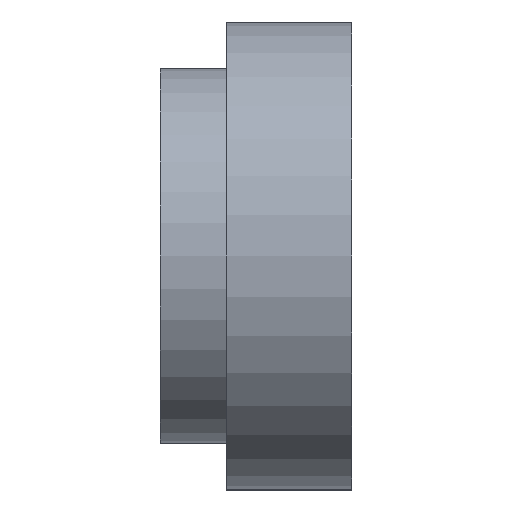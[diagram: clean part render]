
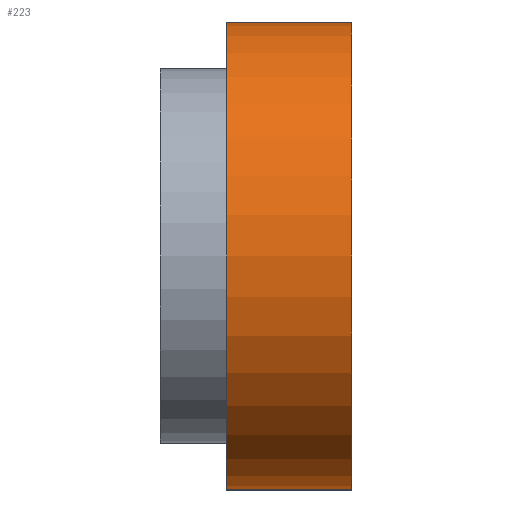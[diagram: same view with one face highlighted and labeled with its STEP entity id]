
A CAD part, left-side view. The second image highlights one B-rep face of the part: STEP entity #223.
In plain terms, the highlighted cylindrical face has radius 6.35 mm (diameter 12.7 mm), a partial arc.
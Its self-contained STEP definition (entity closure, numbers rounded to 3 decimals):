
#2 = CARTESIAN_POINT ( 'NONE',  ( -19.35, 3.4, 6.35 ) ) ;
#28 = ORIENTED_EDGE ( 'NONE', *, *, #733, .F. ) ;
#65 = VERTEX_POINT ( 'NONE', #176 ) ;
#119 = ORIENTED_EDGE ( 'NONE', *, *, #730, .T. ) ;
#120 = VERTEX_POINT ( 'NONE', #2 ) ;
#137 = ORIENTED_EDGE ( 'NONE', *, *, #709, .F. ) ;
#140 = VERTEX_POINT ( 'NONE', #171 ) ;
#148 = EDGE_LOOP ( 'NONE', ( #119, #137, #28, #164 ) ) ;
#153 = CARTESIAN_POINT ( 'NONE',  ( -19.35, 0., -6.35 ) ) ;
#154 = VERTEX_POINT ( 'NONE', #153 ) ;
#164 = ORIENTED_EDGE ( 'NONE', *, *, #734, .T. ) ;
#171 = CARTESIAN_POINT ( 'NONE',  ( -19.35, 3.4, -6.35 ) ) ;
#176 = CARTESIAN_POINT ( 'NONE',  ( -19.35, 0., 6.35 ) ) ;
#223 = ADVANCED_FACE ( 'NONE', ( #380 ), #381, .T. ) ;
#225 = AXIS2_PLACEMENT_3D ( 'NONE', #384, #411, #382 ) ;
#257 = VECTOR ( 'NONE', #628, 1000. ) ;
#259 = AXIS2_PLACEMENT_3D ( 'NONE', #663, #636, #623 ) ;
#284 = CIRCLE ( 'NONE', #352, 6.35 ) ;
#297 = CIRCLE ( 'NONE', #259, 6.35 ) ;
#349 = VECTOR ( 'NONE', #601, 1000. ) ;
#352 = AXIS2_PLACEMENT_3D ( 'NONE', #582, #660, #655 ) ;
#380 = FACE_OUTER_BOUND ( 'NONE', #148, .T. ) ;
#381 = CYLINDRICAL_SURFACE ( 'NONE', #225, 6.35 ) ;
#382 = DIRECTION ( 'NONE',  ( 0., 0., -1. ) ) ;
#384 = CARTESIAN_POINT ( 'NONE',  ( -19.35, 3.4, 0. ) ) ;
#411 = DIRECTION ( 'NONE',  ( 0., -1., 0. ) ) ;
#582 = CARTESIAN_POINT ( 'NONE',  ( -19.35, 0., 0. ) ) ;
#586 = CARTESIAN_POINT ( 'NONE',  ( -19.35, 3.4, 6.35 ) ) ;
#601 = DIRECTION ( 'NONE',  ( 0., -1., 0. ) ) ;
#623 = DIRECTION ( 'NONE',  ( 0., 0., 1. ) ) ;
#628 = DIRECTION ( 'NONE',  ( 0., -1., 0. ) ) ;
#629 = LINE ( 'NONE', #586, #349 ) ;
#636 = DIRECTION ( 'NONE',  ( 0., 1., 0. ) ) ;
#648 = LINE ( 'NONE', #650, #257 ) ;
#650 = CARTESIAN_POINT ( 'NONE',  ( -19.35, 3.4, -6.35 ) ) ;
#655 = DIRECTION ( 'NONE',  ( 0., 0., 1. ) ) ;
#660 = DIRECTION ( 'NONE',  ( 0., 1., 0. ) ) ;
#663 = CARTESIAN_POINT ( 'NONE',  ( -19.35, 3.4, 0. ) ) ;
#709 = EDGE_CURVE ( 'NONE', #120, #65, #629, .T. ) ;
#730 = EDGE_CURVE ( 'NONE', #154, #65, #284, .T. ) ;
#733 = EDGE_CURVE ( 'NONE', #140, #120, #297, .T. ) ;
#734 = EDGE_CURVE ( 'NONE', #140, #154, #648, .T. ) ;
